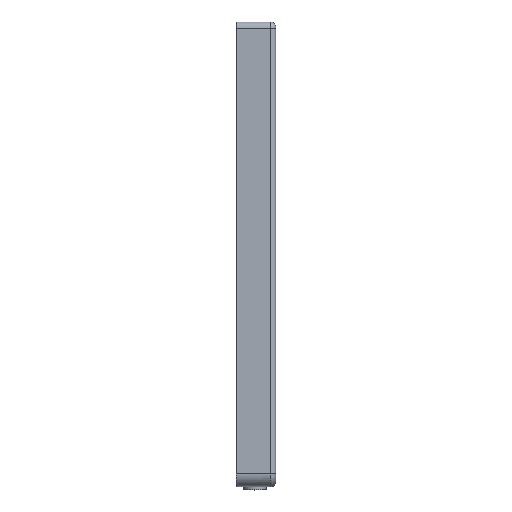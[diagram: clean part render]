
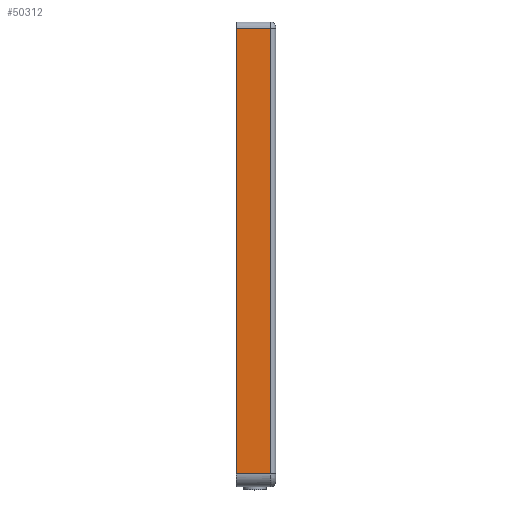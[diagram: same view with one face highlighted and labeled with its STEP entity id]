
A CAD part, top view. The second image highlights one B-rep face of the part: STEP entity #50312.
In plain terms, the highlighted face is planar.
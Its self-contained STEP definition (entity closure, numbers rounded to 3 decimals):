
#1964 = ORIENTED_EDGE ( 'NONE', *, *, #52571, .T. ) ;
#2307 = LINE ( 'NONE', #49406, #45754 ) ;
#2468 = ORIENTED_EDGE ( 'NONE', *, *, #30867, .T. ) ;
#4204 = DIRECTION ( 'NONE',  ( 0., 0., -1. ) ) ;
#5760 = DIRECTION ( 'NONE',  ( -1., 0., 0. ) ) ;
#6366 = LINE ( 'NONE', #49840, #64923 ) ;
#8088 = VERTEX_POINT ( 'NONE', #34593 ) ;
#10419 = DIRECTION ( 'NONE',  ( 0., 0., 1. ) ) ;
#11204 = DIRECTION ( 'NONE',  ( 0., 1., 0. ) ) ;
#14552 = VECTOR ( 'NONE', #5760, 1000. ) ;
#16648 = ORIENTED_EDGE ( 'NONE', *, *, #29125, .T. ) ;
#17245 = ORIENTED_EDGE ( 'NONE', *, *, #18826, .T. ) ;
#18826 = EDGE_CURVE ( 'NONE', #8088, #36290, #6366, .T. ) ;
#19134 = LINE ( 'NONE', #38171, #47475 ) ;
#27881 = VERTEX_POINT ( 'NONE', #29053 ) ;
#29053 = CARTESIAN_POINT ( 'NONE',  ( 120.086, 82.238, 2.713 ) ) ;
#29125 = EDGE_CURVE ( 'NONE', #36290, #27881, #2307, .T. ) ;
#30867 = EDGE_CURVE ( 'NONE', #50603, #8088, #73091, .T. ) ;
#34593 = CARTESIAN_POINT ( 'NONE',  ( -97.231, 82.238, -13.977 ) ) ;
#34816 = AXIS2_PLACEMENT_3D ( 'NONE', #73426, #11204, #50872 ) ;
#36290 = VERTEX_POINT ( 'NONE', #69839 ) ;
#38171 = CARTESIAN_POINT ( 'NONE',  ( 120.086, 82.238, -14.177 ) ) ;
#39743 = CARTESIAN_POINT ( 'NONE',  ( 120.082, 82.238, -13.977 ) ) ;
#43722 = DIRECTION ( 'NONE',  ( 1., 0., 0. ) ) ;
#45754 = VECTOR ( 'NONE', #43722, 1000. ) ;
#47475 = VECTOR ( 'NONE', #4204, 1000. ) ;
#48340 = EDGE_LOOP ( 'NONE', ( #17245, #16648, #1964, #2468 ) ) ;
#49406 = CARTESIAN_POINT ( 'NONE',  ( 120.086, 82.238, 2.713 ) ) ;
#49840 = CARTESIAN_POINT ( 'NONE',  ( -97.231, 82.238, -14.177 ) ) ;
#50312 = ADVANCED_FACE ( 'NONE', ( #61938 ), #67721, .T. ) ;
#50603 = VERTEX_POINT ( 'NONE', #65666 ) ;
#50872 = DIRECTION ( 'NONE',  ( 0., 0., 1. ) ) ;
#52571 = EDGE_CURVE ( 'NONE', #27881, #50603, #19134, .T. ) ;
#61938 = FACE_OUTER_BOUND ( 'NONE', #48340, .T. ) ;
#64923 = VECTOR ( 'NONE', #10419, 1000. ) ;
#65666 = CARTESIAN_POINT ( 'NONE',  ( 120.086, 82.238, -13.977 ) ) ;
#67721 = PLANE ( 'NONE',  #34816 ) ;
#69839 = CARTESIAN_POINT ( 'NONE',  ( -97.231, 82.238, 2.713 ) ) ;
#73091 = LINE ( 'NONE', #39743, #14552 ) ;
#73426 = CARTESIAN_POINT ( 'NONE',  ( 120.082, 82.238, -14.177 ) ) ;
